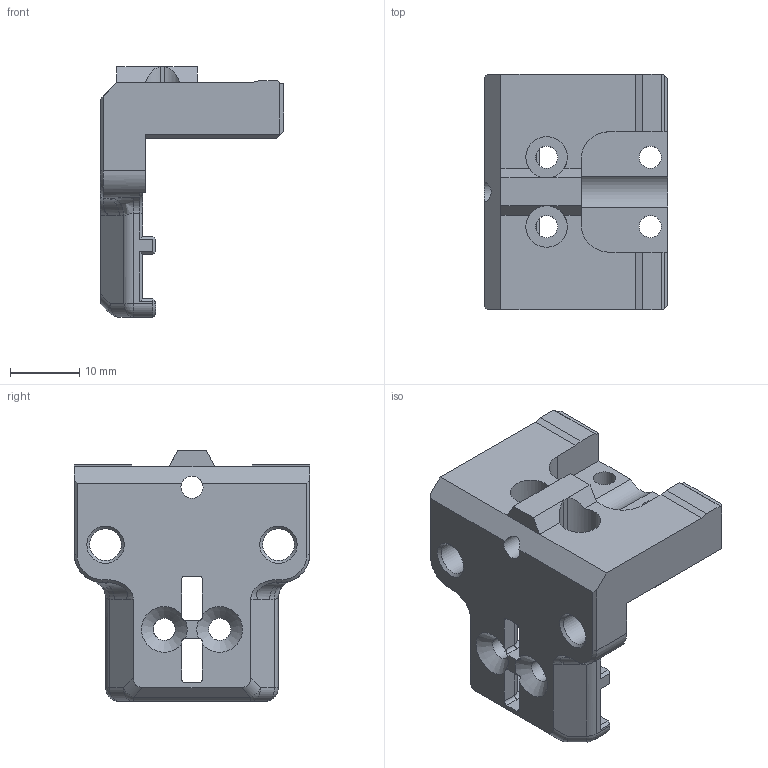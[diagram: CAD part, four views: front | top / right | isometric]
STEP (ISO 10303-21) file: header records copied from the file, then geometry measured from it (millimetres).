
FILE_DESCRIPTION(/* description */ (''),/* implementation_level */ '2;1');
FILE_NAME(/* name */ 'X Carriage (1).step',/* time_stamp */ '2023-03-23T15:40:44-08:00',/* author */ (''),/* organization */ (''),/* preprocessor_version */ 'ST-DEVELOPER v19.2',/* originating_system */ 'Autodesk Translation Framework v11.17.0.187',/* authorisation */ '');
FILE_SCHEMA (('AUTOMOTIVE_DESIGN { 1 0 10303 214 3 1 1 }'));
Length unit declared in the file: millimetre
Products named in the file (1): X Carriage (1)
Bounding box: 26.5 x 34 x 36.25 mm (x, y, z)
Volume: 8642.6 mm3; surface area: 5485.5 mm2
Topology: 1 solids, 1 shells, 218 faces, 612 edges, 384 vertices
Faces by surface type: plane 137, cylinder 49, cone 14, torus 8, bspline 6, sphere 4
Full cylindrical faces by diameter (mm): 3.2 x7, 4.6 x2, 4.7 x2
Entity records: 7463 total; most frequent: CARTESIAN_POINT 1758, ORIENTED_EDGE 1216, DIRECTION 1164, EDGE_CURVE 608, LINE 426, VECTOR 426, VERTEX_POINT 384, AXIS2_PLACEMENT_3D 369
